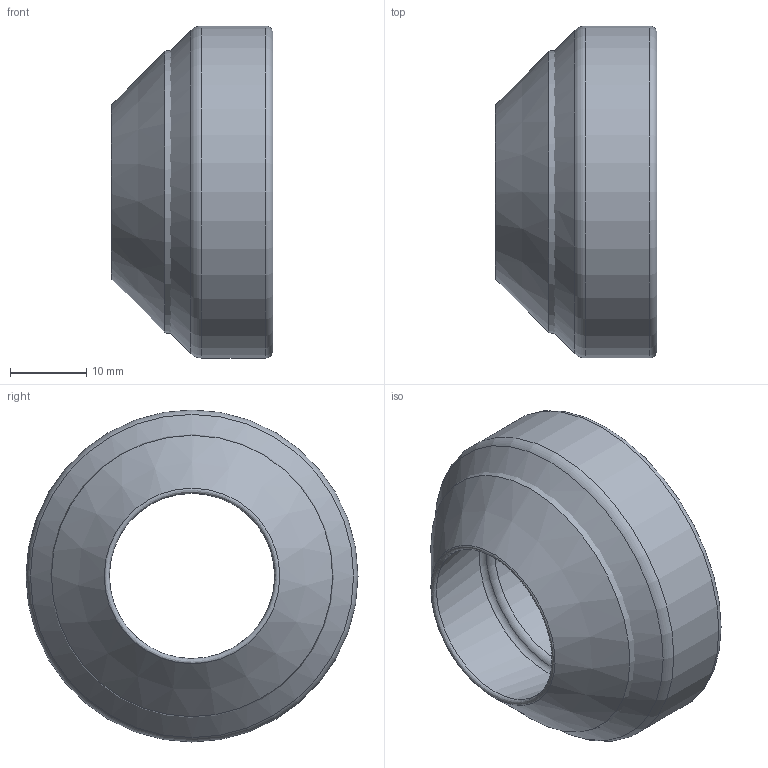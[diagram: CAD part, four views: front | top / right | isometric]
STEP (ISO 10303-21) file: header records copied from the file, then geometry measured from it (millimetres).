
FILE_DESCRIPTION(/* description */ (''),/* implementation_level */ '2;1');
FILE_NAME(/* name */ 'ADCR-235-VB1103.stp',/* time_stamp */ '2023-11-15T03:22:26+03:00',/* author */ (''),/* organization */ (''),/* preprocessor_version */ 'ST-DEVELOPER v19.4',/* originating_system */ 'SIEMENS PLM Software NX2306.3001',/* authorisation */ '');
FILE_SCHEMA (('AUTOMOTIVE_DESIGN { 1 0 10303 214 3 1 1 1 }'));
Length unit declared in the file: millimetre
Products named in the file (1): model1
Bounding box: 21.22 x 43.5 x 43.5 mm (x, y, z)
Volume: 21596.4 mm3; surface area: 9361.2 mm2
Topology: 2 solids, 2 shells, 18 faces, 40 edges, 23 vertices
Faces by surface type: revolution 7, torus 6, cylinder 2, cone 2, plane 1
Full cylindrical faces by diameter (mm): 23.6 x1, 43.5 x1
Entity records: 444 total; most frequent: CARTESIAN_POINT 86, DIRECTION 74, FACE_BOUND 36, EDGE_LOOP 36, ORIENTED_EDGE 36, AXIS2_PLACEMENT_3D 32, CIRCLE 20, ADVANCED_FACE 18
